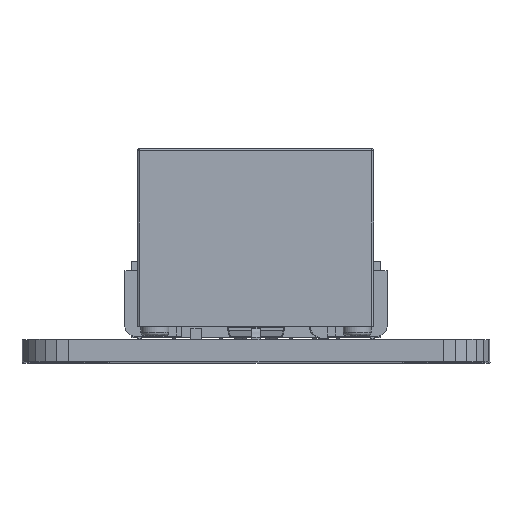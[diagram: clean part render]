
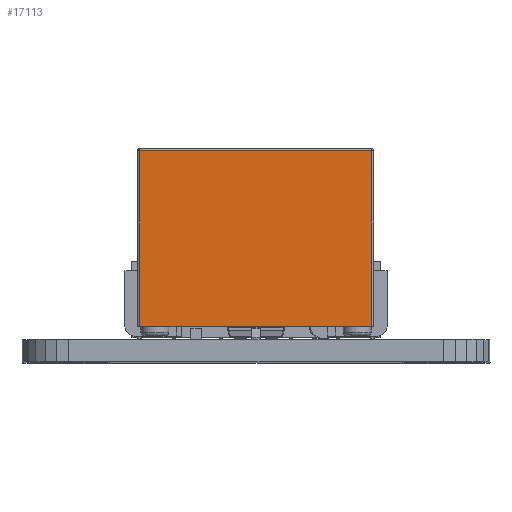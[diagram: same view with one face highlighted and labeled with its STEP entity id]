
A CAD part, top view. The second image highlights one B-rep face of the part: STEP entity #17113.
In plain terms, the highlighted face is planar.
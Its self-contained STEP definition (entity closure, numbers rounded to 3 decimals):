
#1828 = VERTEX_POINT ( 'NONE', #10555 ) ;
#1830 = EDGE_CURVE ( 'NONE', #1828, #2415, #10606, .T. ) ;
#2241 = CARTESIAN_POINT ( 'NONE',  ( -6.212, -6.349, 9.9 ) ) ;
#2415 = VERTEX_POINT ( 'NONE', #8291 ) ;
#3350 = ORIENTED_EDGE ( 'NONE', *, *, #13429, .T. ) ;
#4918 = VECTOR ( 'NONE', #24058, 1000. ) ;
#5139 = DIRECTION ( 'NONE',  ( 1., 0., 0. ) ) ;
#7616 = VERTEX_POINT ( 'NONE', #8546 ) ;
#7718 = DIRECTION ( 'NONE',  ( 0., -1., 0. ) ) ;
#7998 = CARTESIAN_POINT ( 'NONE',  ( 6.188, -6.349, 9.9 ) ) ;
#8291 = CARTESIAN_POINT ( 'NONE',  ( 6.188, -6.349, 9.9 ) ) ;
#8546 = CARTESIAN_POINT ( 'NONE',  ( -6.212, -6.349, 0.5 ) ) ;
#8629 = CARTESIAN_POINT ( 'NONE',  ( 6.188, -6.349, 0.5 ) ) ;
#9068 = CARTESIAN_POINT ( 'NONE',  ( 6.288, -6.349, 0.5 ) ) ;
#10196 = AXIS2_PLACEMENT_3D ( 'NONE', #25443, #7718, #23435 ) ;
#10288 = CARTESIAN_POINT ( 'NONE',  ( -6.212, -6.349, 0.5 ) ) ;
#10555 = CARTESIAN_POINT ( 'NONE',  ( 6.188, -6.349, 0.5 ) ) ;
#10606 = LINE ( 'NONE', #8629, #21997 ) ;
#10737 = EDGE_CURVE ( 'NONE', #22877, #2415, #16638, .T. ) ;
#10831 = LINE ( 'NONE', #10288, #4918 ) ;
#12102 = DIRECTION ( 'NONE',  ( 1., 0., 0. ) ) ;
#12297 = EDGE_CURVE ( 'NONE', #7616, #1828, #17119, .T. ) ;
#13331 = ORIENTED_EDGE ( 'NONE', *, *, #1830, .T. ) ;
#13429 = EDGE_CURVE ( 'NONE', #22877, #7616, #10831, .T. ) ;
#15059 = DIRECTION ( 'NONE',  ( 0., 0., 1. ) ) ;
#16638 = LINE ( 'NONE', #7998, #25003 ) ;
#17113 = ADVANCED_FACE ( 'NONE', ( #17292 ), #19751, .T. ) ;
#17119 = LINE ( 'NONE', #9068, #21738 ) ;
#17292 = FACE_OUTER_BOUND ( 'NONE', #23461, .T. ) ;
#19751 = PLANE ( 'NONE',  #10196 ) ;
#21738 = VECTOR ( 'NONE', #5139, 1000. ) ;
#21997 = VECTOR ( 'NONE', #15059, 1000. ) ;
#22877 = VERTEX_POINT ( 'NONE', #2241 ) ;
#23187 = ORIENTED_EDGE ( 'NONE', *, *, #12297, .T. ) ;
#23435 = DIRECTION ( 'NONE',  ( 0., 0., -1. ) ) ;
#23461 = EDGE_LOOP ( 'NONE', ( #23909, #3350, #23187, #13331 ) ) ;
#23909 = ORIENTED_EDGE ( 'NONE', *, *, #10737, .F. ) ;
#24058 = DIRECTION ( 'NONE',  ( 0., 0., -1. ) ) ;
#25003 = VECTOR ( 'NONE', #12102, 1000. ) ;
#25443 = CARTESIAN_POINT ( 'NONE',  ( 6.288, -6.349, 0.5 ) ) ;
